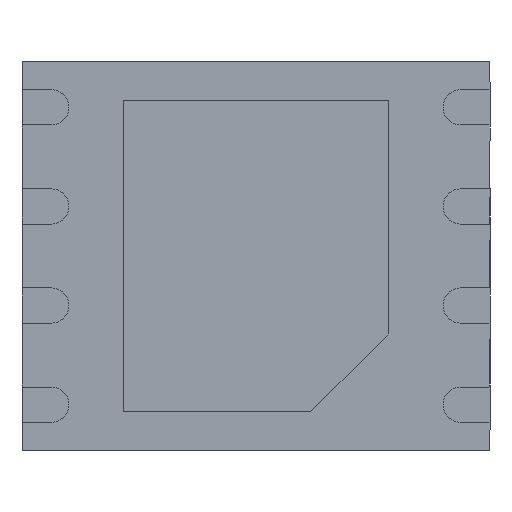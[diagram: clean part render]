
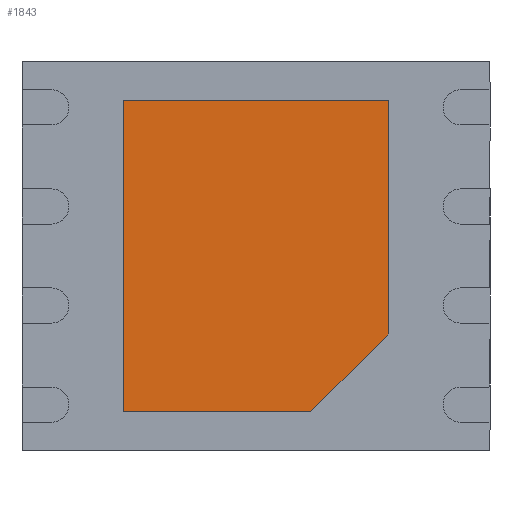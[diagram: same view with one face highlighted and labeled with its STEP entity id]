
A CAD part, front view. The second image highlights one B-rep face of the part: STEP entity #1843.
In plain terms, the highlighted planar face has unit normal (0, -1, 0).
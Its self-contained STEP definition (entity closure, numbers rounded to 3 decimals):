
#8 = LINE ( 'NONE', #1356, #1606 ) ;
#48 = ORIENTED_EDGE ( 'NONE', *, *, #329, .F. ) ;
#94 = CARTESIAN_POINT ( 'NONE',  ( 1.7, 0., -1. ) ) ;
#166 = ORIENTED_EDGE ( 'NONE', *, *, #1876, .F. ) ;
#184 = ORIENTED_EDGE ( 'NONE', *, *, #2192, .F. ) ;
#214 = CARTESIAN_POINT ( 'NONE',  ( -1.7, 0., 2. ) ) ;
#274 = VERTEX_POINT ( 'NONE', #1234 ) ;
#329 = EDGE_CURVE ( 'NONE', #1805, #2142, #1323, .T. ) ;
#433 = DIRECTION ( 'NONE',  ( -1., 0., 0. ) ) ;
#725 = PLANE ( 'NONE',  #2264 ) ;
#754 = VECTOR ( 'NONE', #433, 1000. ) ;
#794 = EDGE_CURVE ( 'NONE', #2543, #1805, #1861, .T. ) ;
#832 = VERTEX_POINT ( 'NONE', #214 ) ;
#851 = CARTESIAN_POINT ( 'NONE',  ( -1.7, 0., -2. ) ) ;
#872 = CARTESIAN_POINT ( 'NONE',  ( 1.7, 0., -1. ) ) ;
#937 = CARTESIAN_POINT ( 'NONE',  ( 1.7, 0., 2. ) ) ;
#1015 = EDGE_CURVE ( 'NONE', #832, #274, #2458, .T. ) ;
#1118 = DIRECTION ( 'NONE',  ( 1., 0., 0. ) ) ;
#1157 = DIRECTION ( 'NONE',  ( 0., 1., 0. ) ) ;
#1234 = CARTESIAN_POINT ( 'NONE',  ( 1.7, 0., 2. ) ) ;
#1323 = LINE ( 'NONE', #1738, #754 ) ;
#1356 = CARTESIAN_POINT ( 'NONE',  ( -1.7, 0., -2. ) ) ;
#1568 = VECTOR ( 'NONE', #1118, 1000. ) ;
#1606 = VECTOR ( 'NONE', #2627, 1000. ) ;
#1709 = DIRECTION ( 'NONE',  ( 0., 0., -1. ) ) ;
#1738 = CARTESIAN_POINT ( 'NONE',  ( -1.7, 0., -2. ) ) ;
#1761 = ORIENTED_EDGE ( 'NONE', *, *, #794, .F. ) ;
#1767 = ORIENTED_EDGE ( 'NONE', *, *, #1015, .F. ) ;
#1805 = VERTEX_POINT ( 'NONE', #1967 ) ;
#1843 = ADVANCED_FACE ( 'NONE', ( #2255 ), #725, .F. ) ;
#1861 = LINE ( 'NONE', #2506, #2363 ) ;
#1876 = EDGE_CURVE ( 'NONE', #2142, #832, #8, .T. ) ;
#1967 = CARTESIAN_POINT ( 'NONE',  ( 0.7, 0., -2. ) ) ;
#2119 = DIRECTION ( 'NONE',  ( -0.707, 0., -0.707 ) ) ;
#2136 = VECTOR ( 'NONE', #1709, 1000. ) ;
#2142 = VERTEX_POINT ( 'NONE', #851 ) ;
#2192 = EDGE_CURVE ( 'NONE', #274, #2543, #2208, .T. ) ;
#2208 = LINE ( 'NONE', #872, #2136 ) ;
#2255 = FACE_OUTER_BOUND ( 'NONE', #2262, .T. ) ;
#2262 = EDGE_LOOP ( 'NONE', ( #184, #1767, #166, #48, #1761 ) ) ;
#2264 = AXIS2_PLACEMENT_3D ( 'NONE', #937, #1157, #2617 ) ;
#2363 = VECTOR ( 'NONE', #2119, 1000. ) ;
#2371 = CARTESIAN_POINT ( 'NONE',  ( -1.7, 0., 2. ) ) ;
#2458 = LINE ( 'NONE', #2371, #1568 ) ;
#2506 = CARTESIAN_POINT ( 'NONE',  ( 0.7, 0., -2. ) ) ;
#2543 = VERTEX_POINT ( 'NONE', #94 ) ;
#2617 = DIRECTION ( 'NONE',  ( 0., 0., 1. ) ) ;
#2627 = DIRECTION ( 'NONE',  ( 0., 0., 1. ) ) ;
